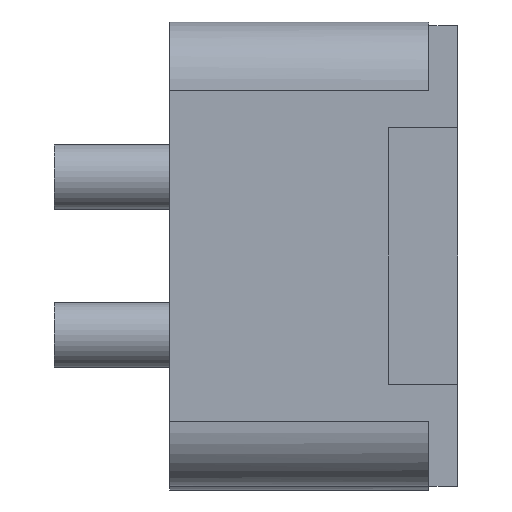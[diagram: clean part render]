
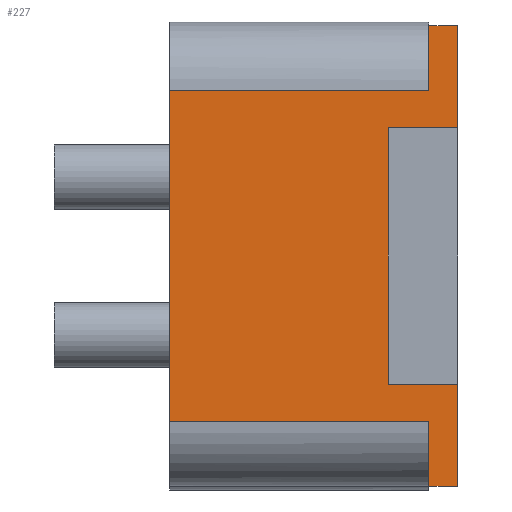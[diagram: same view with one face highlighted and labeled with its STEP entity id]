
A CAD part, left-side view. The second image highlights one B-rep face of the part: STEP entity #227.
In plain terms, the highlighted planar face has unit normal (-1, 0, 0).
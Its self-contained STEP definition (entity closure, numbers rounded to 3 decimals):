
#36 = VECTOR ( 'NONE', #3518, 1000. ) ;
#152 = VECTOR ( 'NONE', #4309, 1000. ) ;
#158 = EDGE_LOOP ( 'NONE', ( #863, #4471, #4871, #489, #2292, #4980, #2022, #5185, #1329, #3883, #2289, #2963, #1626 ) ) ;
#227 = ADVANCED_FACE ( 'NONE', ( #1895 ), #5269, .F. ) ;
#261 = EDGE_CURVE ( 'NONE', #469, #1403, #2316, .T. ) ;
#312 = CARTESIAN_POINT ( 'NONE',  ( 0., 0., -2.6 ) ) ;
#364 = LINE ( 'NONE', #4250, #4054 ) ;
#368 = DIRECTION ( 'NONE',  ( 0., 0., -1. ) ) ;
#452 = VECTOR ( 'NONE', #1391, 1000. ) ;
#469 = VERTEX_POINT ( 'NONE', #1693 ) ;
#489 = ORIENTED_EDGE ( 'NONE', *, *, #2544, .T. ) ;
#522 = LINE ( 'NONE', #1837, #5085 ) ;
#655 = CARTESIAN_POINT ( 'NONE',  ( 0., 2., 0. ) ) ;
#691 = CARTESIAN_POINT ( 'NONE',  ( 0., 20., -17. ) ) ;
#713 = CARTESIAN_POINT ( 'NONE',  ( 0., 2., 4.5 ) ) ;
#798 = VERTEX_POINT ( 'NONE', #713 ) ;
#799 = LINE ( 'NONE', #5424, #927 ) ;
#821 = VECTOR ( 'NONE', #1302, 1000. ) ;
#831 = EDGE_CURVE ( 'NONE', #798, #2638, #2125, .T. ) ;
#863 = ORIENTED_EDGE ( 'NONE', *, *, #3234, .F. ) ;
#903 = LINE ( 'NONE', #2606, #152 ) ;
#927 = VECTOR ( 'NONE', #1199, 1000. ) ;
#943 = DIRECTION ( 'NONE',  ( 0., 0., -1. ) ) ;
#1060 = VECTOR ( 'NONE', #368, 1000. ) ;
#1199 = DIRECTION ( 'NONE',  ( 0., -1., 0. ) ) ;
#1302 = DIRECTION ( 'NONE',  ( 0., 0., 1. ) ) ;
#1329 = ORIENTED_EDGE ( 'NONE', *, *, #261, .F. ) ;
#1391 = DIRECTION ( 'NONE',  ( 0., 0., 1. ) ) ;
#1403 = VERTEX_POINT ( 'NONE', #691 ) ;
#1513 = EDGE_CURVE ( 'NONE', #469, #5093, #799, .T. ) ;
#1587 = DIRECTION ( 'NONE',  ( 0., 0., -1. ) ) ;
#1605 = DIRECTION ( 'NONE',  ( 0., -1., 0. ) ) ;
#1626 = ORIENTED_EDGE ( 'NONE', *, *, #2587, .T. ) ;
#1693 = CARTESIAN_POINT ( 'NONE',  ( 0., 20., -23. ) ) ;
#1832 = VERTEX_POINT ( 'NONE', #655 ) ;
#1837 = CARTESIAN_POINT ( 'NONE',  ( 0., 0., 0. ) ) ;
#1851 = LINE ( 'NONE', #2743, #36 ) ;
#1858 = CARTESIAN_POINT ( 'NONE',  ( 0., 4.8, -20.4 ) ) ;
#1895 = FACE_OUTER_BOUND ( 'NONE', #158, .T. ) ;
#2022 = ORIENTED_EDGE ( 'NONE', *, *, #2987, .F. ) ;
#2066 = DIRECTION ( 'NONE',  ( 0., 0., 1. ) ) ;
#2125 = LINE ( 'NONE', #4364, #2456 ) ;
#2257 = EDGE_CURVE ( 'NONE', #2494, #5061, #4906, .T. ) ;
#2289 = ORIENTED_EDGE ( 'NONE', *, *, #5375, .F. ) ;
#2292 = ORIENTED_EDGE ( 'NONE', *, *, #831, .F. ) ;
#2316 = LINE ( 'NONE', #2764, #5488 ) ;
#2456 = VECTOR ( 'NONE', #3907, 1000. ) ;
#2494 = VERTEX_POINT ( 'NONE', #5428 ) ;
#2541 = CARTESIAN_POINT ( 'NONE',  ( 0., 2., -27.5 ) ) ;
#2544 = EDGE_CURVE ( 'NONE', #5195, #2638, #522, .T. ) ;
#2587 = EDGE_CURVE ( 'NONE', #4829, #3961, #3035, .T. ) ;
#2604 = CARTESIAN_POINT ( 'NONE',  ( 0., 20., 0. ) ) ;
#2606 = CARTESIAN_POINT ( 'NONE',  ( 0., 2., -27.5 ) ) ;
#2638 = VERTEX_POINT ( 'NONE', #4739 ) ;
#2644 = AXIS2_PLACEMENT_3D ( 'NONE', #2711, #4417, #943 ) ;
#2711 = CARTESIAN_POINT ( 'NONE',  ( 0., 2., 0. ) ) ;
#2743 = CARTESIAN_POINT ( 'NONE',  ( 0., 4.8, -2.6 ) ) ;
#2764 = CARTESIAN_POINT ( 'NONE',  ( 0., 20., 0. ) ) ;
#2854 = LINE ( 'NONE', #3717, #1060 ) ;
#2963 = ORIENTED_EDGE ( 'NONE', *, *, #4972, .F. ) ;
#2987 = EDGE_CURVE ( 'NONE', #3447, #1832, #4311, .T. ) ;
#3026 = EDGE_CURVE ( 'NONE', #1403, #3447, #5171, .T. ) ;
#3035 = LINE ( 'NONE', #5239, #452 ) ;
#3080 = CARTESIAN_POINT ( 'NONE',  ( 0., 2., -23. ) ) ;
#3234 = EDGE_CURVE ( 'NONE', #5061, #3961, #4058, .T. ) ;
#3333 = CARTESIAN_POINT ( 'NONE',  ( 0., 0., -27.5 ) ) ;
#3447 = VERTEX_POINT ( 'NONE', #2604 ) ;
#3518 = DIRECTION ( 'NONE',  ( 0., 1., 0. ) ) ;
#3555 = CARTESIAN_POINT ( 'NONE',  ( 0., 4.8, -20.4 ) ) ;
#3583 = VECTOR ( 'NONE', #4785, 1000. ) ;
#3594 = DIRECTION ( 'NONE',  ( 0., 0., 1. ) ) ;
#3717 = CARTESIAN_POINT ( 'NONE',  ( 0., 2., 4.5 ) ) ;
#3821 = VECTOR ( 'NONE', #1587, 1000. ) ;
#3883 = ORIENTED_EDGE ( 'NONE', *, *, #1513, .T. ) ;
#3894 = DIRECTION ( 'NONE',  ( 0., 0., 1. ) ) ;
#3907 = DIRECTION ( 'NONE',  ( 0., -1., 0. ) ) ;
#3961 = VERTEX_POINT ( 'NONE', #4801 ) ;
#4018 = EDGE_CURVE ( 'NONE', #798, #1832, #2854, .T. ) ;
#4054 = VECTOR ( 'NONE', #2066, 1000. ) ;
#4058 = LINE ( 'NONE', #1858, #5321 ) ;
#4250 = CARTESIAN_POINT ( 'NONE',  ( 0., 2., -27.5 ) ) ;
#4309 = DIRECTION ( 'NONE',  ( 0., 1., 0. ) ) ;
#4311 = LINE ( 'NONE', #4731, #3583 ) ;
#4364 = CARTESIAN_POINT ( 'NONE',  ( 0., 2., 4.5 ) ) ;
#4366 = CARTESIAN_POINT ( 'NONE',  ( 0., 4.8, -20.4 ) ) ;
#4404 = CARTESIAN_POINT ( 'NONE',  ( 0., 20., 0. ) ) ;
#4417 = DIRECTION ( 'NONE',  ( 1., 0., 0. ) ) ;
#4471 = ORIENTED_EDGE ( 'NONE', *, *, #2257, .F. ) ;
#4731 = CARTESIAN_POINT ( 'NONE',  ( 0., 17., 0. ) ) ;
#4739 = CARTESIAN_POINT ( 'NONE',  ( 0., 0., 4.5 ) ) ;
#4785 = DIRECTION ( 'NONE',  ( 0., -1., 0. ) ) ;
#4801 = CARTESIAN_POINT ( 'NONE',  ( 0., 0., -20.4 ) ) ;
#4829 = VERTEX_POINT ( 'NONE', #3333 ) ;
#4871 = ORIENTED_EDGE ( 'NONE', *, *, #5468, .F. ) ;
#4906 = LINE ( 'NONE', #4366, #3821 ) ;
#4972 = EDGE_CURVE ( 'NONE', #4829, #5360, #903, .T. ) ;
#4980 = ORIENTED_EDGE ( 'NONE', *, *, #4018, .T. ) ;
#5061 = VERTEX_POINT ( 'NONE', #3555 ) ;
#5085 = VECTOR ( 'NONE', #3894, 1000. ) ;
#5093 = VERTEX_POINT ( 'NONE', #3080 ) ;
#5171 = LINE ( 'NONE', #4404, #821 ) ;
#5185 = ORIENTED_EDGE ( 'NONE', *, *, #3026, .F. ) ;
#5195 = VERTEX_POINT ( 'NONE', #312 ) ;
#5239 = CARTESIAN_POINT ( 'NONE',  ( 0., 0., 0. ) ) ;
#5269 = PLANE ( 'NONE',  #2644 ) ;
#5321 = VECTOR ( 'NONE', #1605, 1000. ) ;
#5360 = VERTEX_POINT ( 'NONE', #2541 ) ;
#5375 = EDGE_CURVE ( 'NONE', #5360, #5093, #364, .T. ) ;
#5424 = CARTESIAN_POINT ( 'NONE',  ( 0., 2., -23. ) ) ;
#5428 = CARTESIAN_POINT ( 'NONE',  ( 0., 4.8, -2.6 ) ) ;
#5468 = EDGE_CURVE ( 'NONE', #5195, #2494, #1851, .T. ) ;
#5488 = VECTOR ( 'NONE', #3594, 1000. ) ;
